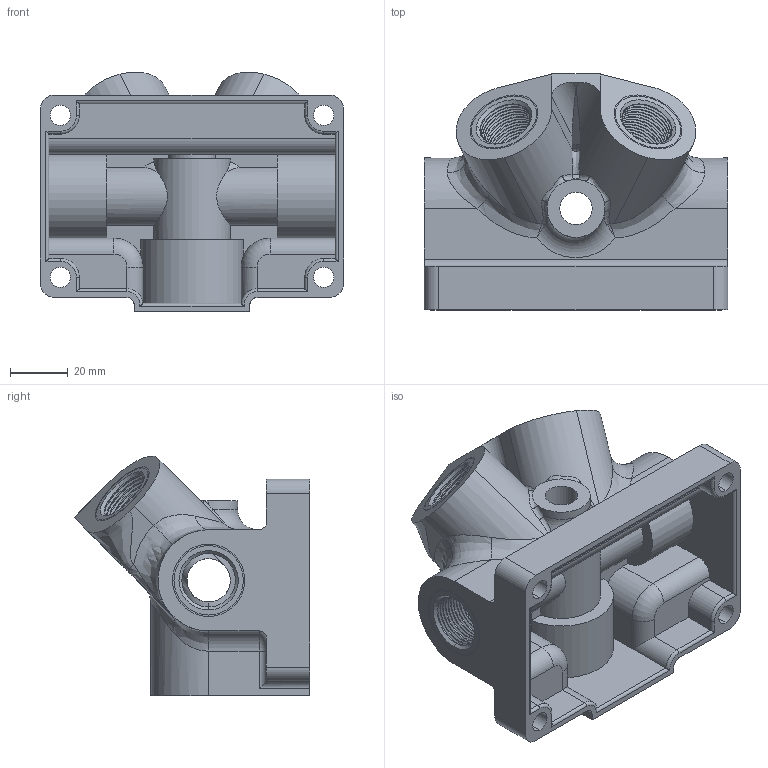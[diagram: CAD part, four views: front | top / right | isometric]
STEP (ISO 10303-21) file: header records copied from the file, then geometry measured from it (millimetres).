
FILE_DESCRIPTION (( 'STEP AP203' ), '1' );
FILE_NAME ('R231.034.012.step', '2013-11-19T10:57:05', ( 'Alusic' ), ( 'Alusic' ), 'SwSTEP 2.0', 'SolidWorks 2011', '' );
FILE_SCHEMA (( 'CONFIG_CONTROL_DESIGN' ));
Length unit declared in the file: millimetre
Products named in the file (1): R231.034.012
Bounding box: 105 x 81.51 x 82.98 mm (x, y, z)
Surface area: 59380.4 mm2 (no closed solid volume)
Topology: 0 solids, 39 shells, 453 faces, 1125 edges, 668 vertices
Faces by surface type: cylinder 180, cone 172, plane 62, bspline 27, torus 12
Entity records: 14755 total; most frequent: CARTESIAN_POINT 4108, DIRECTION 2376, ORIENTED_EDGE 2037, EDGE_CURVE 1121, AXIS2_PLACEMENT_3D 946, VERTEX_POINT 668, CIRCLE 519, VECTOR 484
